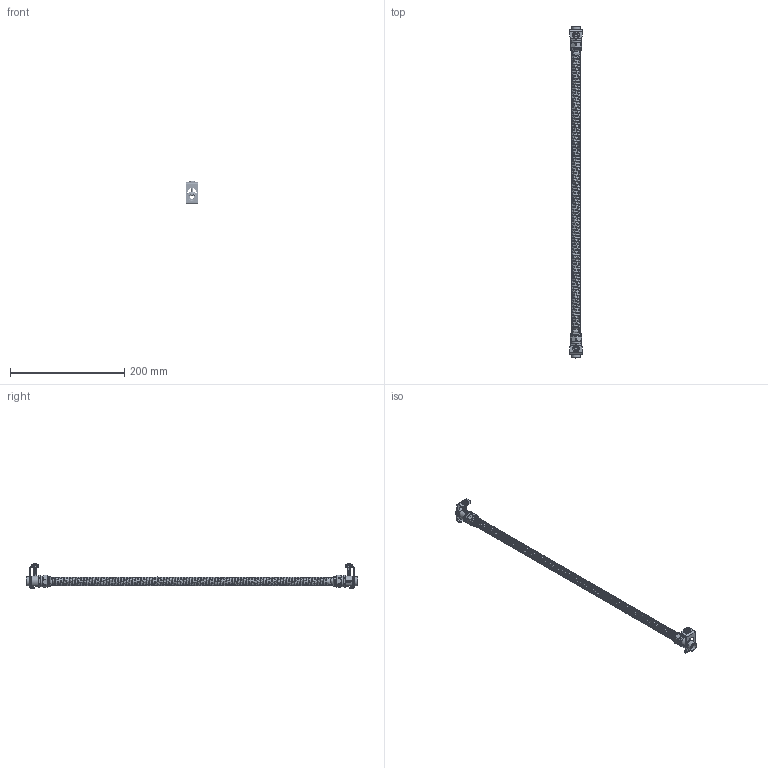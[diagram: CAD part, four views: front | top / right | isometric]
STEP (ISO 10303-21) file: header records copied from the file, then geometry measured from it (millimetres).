
FILE_DESCRIPTION(/* description */ ('This is a sample STEP configuration'),/* implementation_level */ '2;1');
FILE_NAME(/* name */ '550002.stp',/* time_stamp */ '2021-10-12T23:37:25+02:00',/* author */ ('powerJobs'),/* organization */ ('coolOrange'),/* preprocessor_version */ 'ST-DEVELOPER v18.1',/* originating_system */ 'Autodesk Inventor 2022',/* authorisation */ '');
FILE_SCHEMA (('AUTOMOTIVE_DESIGN { 1 0 10303 214 3 1 1 }'));
Products named in the file (1): 550002
Bounding box: 22 x 582 x 42.6 mm (x, y, z)
Volume: 46853.7 mm3; surface area: 85578.7 mm2
Topology: 18 solids, 18 shells, 813 faces, 2105 edges, 1390 vertices
Faces by surface type: plane 330, bspline 257, cylinder 150, cone 54, torus 18, sphere 4
Full cylindrical faces by diameter (mm): 2.48 x2, 2.5 x2, 3 x2, 3.9 x2, 5.2 x2, 5.5 x2, 6 x4, 6.4 x2, 8 x3, 9.4 x2, 10 x1, 10.2 x2, 11.4 x4, 12 x2, 12.8 x2, 13.9 x2, 14 x4, 14.3 x2, 14.5 x2, 15.8 x2, 16 x2, 16.5 x2, 18 x2, 18.5 x4
Entity records: 50966 total; most frequent: CARTESIAN_POINT 31714, ORIENTED_EDGE 4202, DIRECTION 3090, EDGE_CURVE 2101, VERTEX_POINT 1390, AXIS2_PLACEMENT_3D 1049, LINE 992, VECTOR 992
